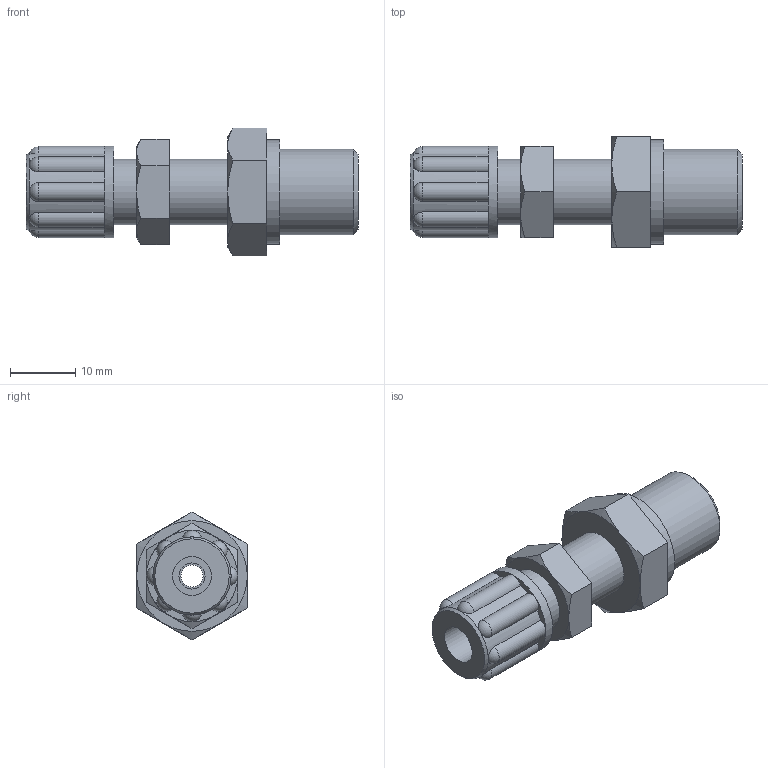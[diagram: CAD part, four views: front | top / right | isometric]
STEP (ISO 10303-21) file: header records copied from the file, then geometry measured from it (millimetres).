
FILE_DESCRIPTION(/* description */ (''),/* implementation_level */ '2;1');
FILE_NAME(/* name */ '1A101MG4014xx.stp',/* time_stamp */ '2017-10-05T16:20:51+02:00',/* author */ ('somue'),/* organization */ (''),/* preprocessor_version */ 'ST-DEVELOPER v16.13',/* originating_system */ 'Autodesk Inventor 2018',/* authorisation */ '');
FILE_SCHEMA (('CONFIG_CONTROL_DESIGN'));
Length unit declared in the file: millimetre
Products named in the file (1): 1A101MG4014xx
Bounding box: 51 x 17 x 19.63 mm (x, y, z)
Volume: 5962 mm3; surface area: 3979.7 mm2
Topology: 1 solids, 1 shells, 78 faces, 172 edges, 105 vertices
Faces by surface type: plane 31, cylinder 25, cone 14, sphere 8
Full cylindrical faces by diameter (mm): 3.4 x1, 4 x1, 6 x1, 7 x1, 10 x2, 13.157 x1, 14 x1, 16 x1
Entity records: 2233 total; most frequent: CARTESIAN_POINT 565, DIRECTION 356, ORIENTED_EDGE 318, EDGE_CURVE 159, AXIS2_PLACEMENT_3D 158, VERTEX_POINT 103, EDGE_LOOP 100, CIRCLE 79
